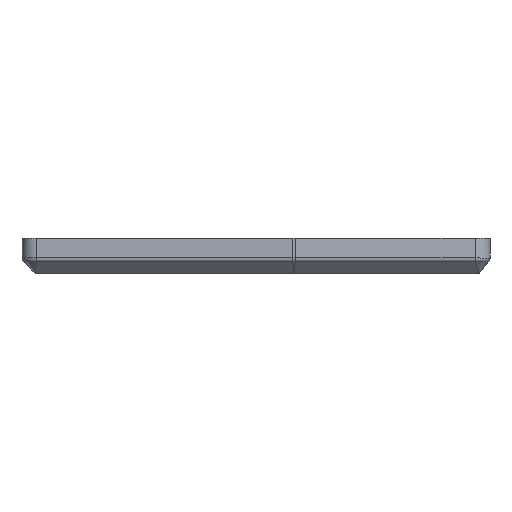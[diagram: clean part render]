
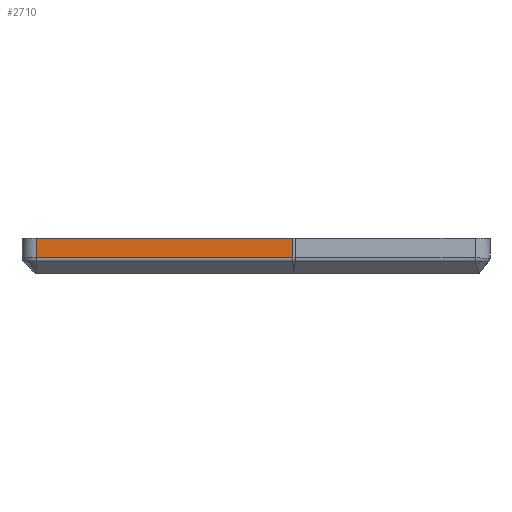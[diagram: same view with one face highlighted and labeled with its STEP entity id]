
A CAD part, left-side view. The second image highlights one B-rep face of the part: STEP entity #2710.
In plain terms, the highlighted planar face has unit normal (-1, 0, 0).
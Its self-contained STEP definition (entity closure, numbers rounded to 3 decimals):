
#381=FACE_OUTER_BOUND('',#546,.T.);
#546=EDGE_LOOP('',(#2222,#2223,#2224,#2225));
#667=LINE('',#4009,#894);
#780=LINE('',#4793,#1007);
#796=LINE('',#5102,#1023);
#797=LINE('',#5104,#1024);
#894=VECTOR('',#3044,10.);
#1007=VECTOR('',#3343,10.);
#1023=VECTOR('',#3391,10.);
#1024=VECTOR('',#3394,10.);
#1120=VERTEX_POINT('',#3994);
#1121=VERTEX_POINT('',#4008);
#1266=VERTEX_POINT('',#4786);
#1269=VERTEX_POINT('',#4791);
#1395=EDGE_CURVE('',#1120,#1121,#667,.T.);
#1597=EDGE_CURVE('',#1269,#1266,#780,.T.);
#1636=EDGE_CURVE('',#1266,#1120,#796,.T.);
#1637=EDGE_CURVE('',#1269,#1121,#797,.T.);
#2222=ORIENTED_EDGE('',*,*,#1597,.F.);
#2223=ORIENTED_EDGE('',*,*,#1637,.T.);
#2224=ORIENTED_EDGE('',*,*,#1395,.F.);
#2225=ORIENTED_EDGE('',*,*,#1636,.F.);
#2582=PLANE('',#2907);
#2710=ADVANCED_FACE('',(#381),#2582,.T.);
#2907=AXIS2_PLACEMENT_3D('',#5103,#3392,#3393);
#3044=DIRECTION('',(0.,-1.,0.));
#3343=DIRECTION('',(0.,1.,0.));
#3391=DIRECTION('',(0.,0.,1.));
#3392=DIRECTION('center_axis',(-1.,0.,0.));
#3393=DIRECTION('ref_axis',(0.,-1.,0.));
#3394=DIRECTION('',(0.,0.,1.));
#3994=CARTESIAN_POINT('',(-70.,-2.71,6.5));
#4008=CARTESIAN_POINT('',(-70.,-49.755,6.5));
#4009=CARTESIAN_POINT('',(-70.,-22.932,6.5));
#4786=CARTESIAN_POINT('',(-70.,-2.71,2.914));
#4791=CARTESIAN_POINT('',(-70.,-49.755,2.914));
#4793=CARTESIAN_POINT('',(-70.,-2.605,2.914));
#5102=CARTESIAN_POINT('',(-70.,-2.71,2.5));
#5103=CARTESIAN_POINT('Origin',(-70.,-2.71,2.5));
#5104=CARTESIAN_POINT('',(-70.,-49.755,2.5));
